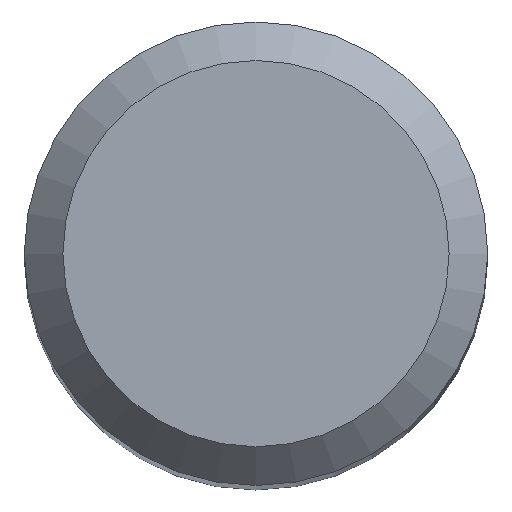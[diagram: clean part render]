
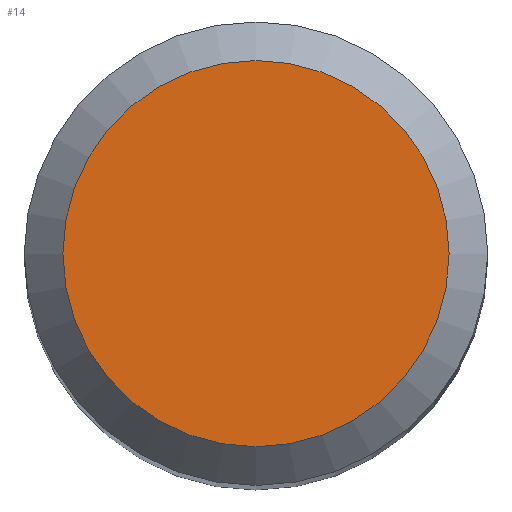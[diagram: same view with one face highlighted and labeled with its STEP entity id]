
A CAD part, top view. The second image highlights one B-rep face of the part: STEP entity #14.
In plain terms, the highlighted planar face has unit normal (0, 0, 1).
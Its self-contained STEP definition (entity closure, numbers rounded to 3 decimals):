
#14 = ADVANCED_FACE ( 'NONE', ( #188 ), #79, .F. ) ;
#17 = DIRECTION ( 'NONE',  ( 0., 0., -1. ) ) ;
#26 = EDGE_LOOP ( 'NONE', ( #206 ) ) ;
#36 = AXIS2_PLACEMENT_3D ( 'NONE', #80, #225, #112 ) ;
#53 = VERTEX_POINT ( 'NONE', #185 ) ;
#79 = PLANE ( 'NONE',  #243 ) ;
#80 = CARTESIAN_POINT ( 'NONE',  ( 0., 0., 42. ) ) ;
#98 = DIRECTION ( 'NONE',  ( 0., 1., 0. ) ) ;
#112 = DIRECTION ( 'NONE',  ( 0., 1., 0. ) ) ;
#184 = CARTESIAN_POINT ( 'NONE',  ( 0., 0., 42. ) ) ;
#185 = CARTESIAN_POINT ( 'NONE',  ( 0., 2.5, 42. ) ) ;
#188 = FACE_OUTER_BOUND ( 'NONE', #26, .T. ) ;
#190 = CIRCLE ( 'NONE', #36, 2.5 ) ;
#206 = ORIENTED_EDGE ( 'NONE', *, *, #232, .F. ) ;
#225 = DIRECTION ( 'NONE',  ( 0., 0., -1. ) ) ;
#232 = EDGE_CURVE ( 'NONE', #53, #53, #190, .T. ) ;
#243 = AXIS2_PLACEMENT_3D ( 'NONE', #184, #17, #98 ) ;
